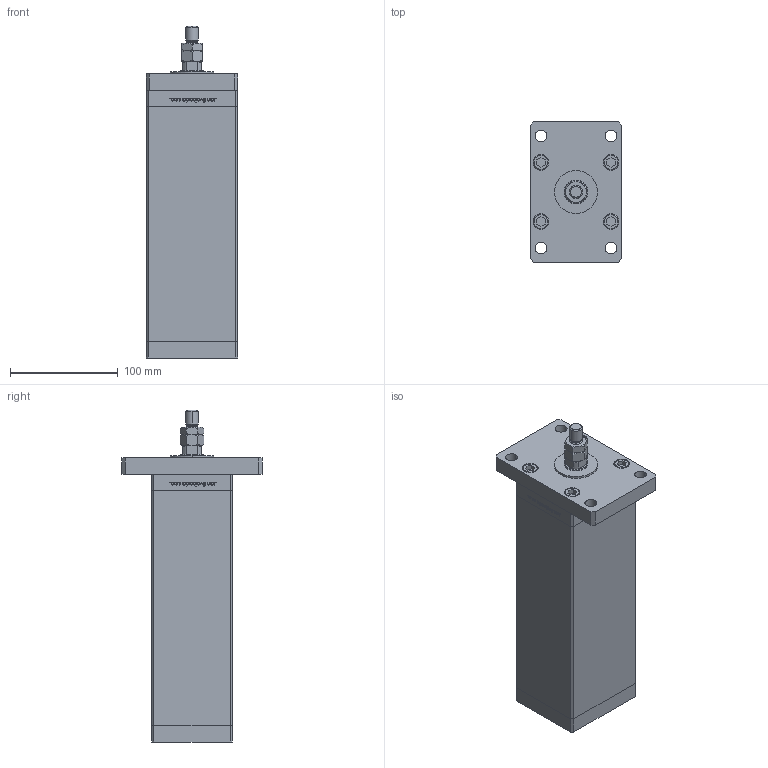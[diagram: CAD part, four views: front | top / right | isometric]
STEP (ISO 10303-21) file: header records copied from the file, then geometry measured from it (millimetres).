
FILE_DESCRIPTION (( 'STEP AP203' ), '1' );
FILE_NAME ('8ab2.STEP', '2025-10-10T08:53:34', ( '' ), ( '' ), 'SwSTEP 2.0', 'SolidWorks 2019', '' );
FILE_SCHEMA (( 'CONFIG_CONTROL_DESIGN' ));
Length unit declared in the file: millimetre
Products named in the file (8): MTA 286008a5addbf3f5d4e7bfe7ed60bfe1; V220C_F 286008a5addbf3f5d4e7bfe7ed60bfe1; 8ab2; V220C_F_MIDDLE 286008a5addbf3f5d4e7bfe7ed60bfe1; V220C_VC_F 286008a5addbf3f5d4e7bfe7ed60bfe1; ALLEN BOLT 286008a5addbf3f5d4e7bfe7ed60bfe1; V220C BACK_F 286008a5addbf3f5d4e7bfe7ed60bfe1; V220C_FRONT_F 286008a5addbf3f5d4e7bfe7ed60bfe1
Assembly tree (20 placements, depth 2):
  8ab2
    V220C BACK_F 286008a5addbf3f5d4e7bfe7ed60bfe1
    V220C_F_MIDDLE 286008a5addbf3f5d4e7bfe7ed60bfe1
    V220C_FRONT_F 286008a5addbf3f5d4e7bfe7ed60bfe1
    V220C_F 286008a5addbf3f5d4e7bfe7ed60bfe1
    ALLEN BOLT 286008a5addbf3f5d4e7bfe7ed60bfe1  x14
    V220C_VC_F 286008a5addbf3f5d4e7bfe7ed60bfe1
    MTA 286008a5addbf3f5d4e7bfe7ed60bfe1
Bounding box: 85 x 130 x 308 mm (x, y, z)
Volume: 1542998.9 mm3; surface area: 238573.6 mm2
Topology: 20 solids, 20 shells, 1357 faces, 3337 edges, 2169 vertices
Faces by surface type: plane 530, bspline 484, cylinder 191, cone 90, torus 62
Entity records: 55187 total; most frequent: CARTESIAN_POINT 31000, ORIENTED_EDGE 5474, DIRECTION 3251, EDGE_CURVE 2737, VERTEX_POINT 1805, VECTOR 1387, LINE 1387, EDGE_LOOP 1258
